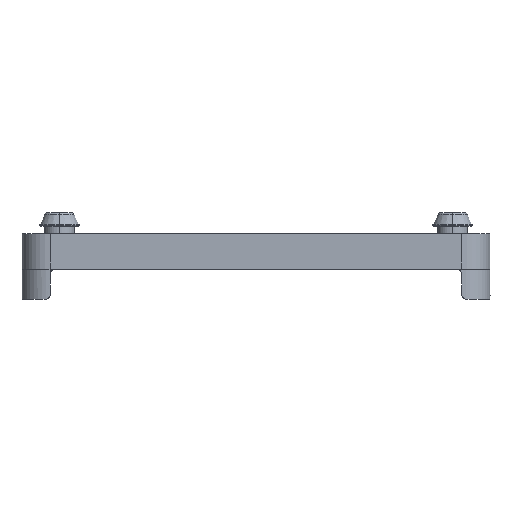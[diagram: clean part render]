
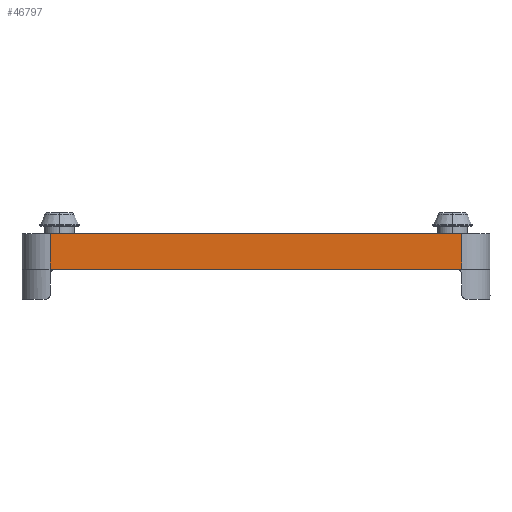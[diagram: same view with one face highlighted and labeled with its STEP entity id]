
A CAD part, left-side view. The second image highlights one B-rep face of the part: STEP entity #46797.
In plain terms, the highlighted planar face has unit normal (-1, 0, 0).
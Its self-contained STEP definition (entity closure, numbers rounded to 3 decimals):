
#1671=CARTESIAN_POINT('',(-62.5,54.961,-2.0));
#1672=VERTEX_POINT('',#1671);
#5368=CARTESIAN_POINT('',(-62.5,-54.961,-2.0));
#5369=VERTEX_POINT('',#5368);
#5377=CARTESIAN_POINT('',(-62.5,-54.961,-2.0));
#5378=DIRECTION('',(0.0,1.0,0.0));
#5379=VECTOR('',#5378,109.923);
#5380=LINE('',#5377,#5379);
#5381=EDGE_CURVE('',#5369,#1672,#5380,.T.);
#45371=CARTESIAN_POINT('',(-62.5,-55.,-2.0));
#45372=VERTEX_POINT('',#45371);
#45380=CARTESIAN_POINT('',(-62.5,-55.,-2.0));
#45381=DIRECTION('',(0.,1.0,0.0));
#45382=VECTOR('',#45381,0.039);
#45383=LINE('',#45380,#45382);
#45384=EDGE_CURVE('',#45372,#5369,#45383,.T.);
#45402=CARTESIAN_POINT('',(-62.5,55.0,-2.0));
#45403=VERTEX_POINT('',#45402);
#45421=CARTESIAN_POINT('',(-62.5,54.961,-2.0));
#45422=DIRECTION('',(0.,1.0,0.0));
#45423=VECTOR('',#45422,0.039);
#45424=LINE('',#45421,#45423);
#45425=EDGE_CURVE('',#1672,#45403,#45424,.T.);
#46765=CARTESIAN_POINT('',(-62.5,-55.,-2.0));
#46766=DIRECTION('',(-1.0,0.0,0.0));
#46767=DIRECTION('',(0.0,0.0,1.0));
#46768=AXIS2_PLACEMENT_3D('',#46765,#46766,#46767);
#46769=PLANE('',#46768);
#46770=CARTESIAN_POINT('',(-62.5,-55.,7.5));
#46771=VERTEX_POINT('',#46770);
#46772=CARTESIAN_POINT('',(-62.5,-55.,-2.0));
#46773=DIRECTION('',(0.0,0.0,1.0));
#46774=VECTOR('',#46773,9.5);
#46775=LINE('',#46772,#46774);
#46776=EDGE_CURVE('',#45372,#46771,#46775,.T.);
#46777=ORIENTED_EDGE('',*,*,#46776,.T.);
#46778=CARTESIAN_POINT('',(-62.5,55.0,7.5));
#46779=VERTEX_POINT('',#46778);
#46780=CARTESIAN_POINT('',(-62.5,-55.,7.5));
#46781=DIRECTION('',(0.0,1.0,0.0));
#46782=VECTOR('',#46781,110.);
#46783=LINE('',#46780,#46782);
#46784=EDGE_CURVE('',#46771,#46779,#46783,.T.);
#46785=ORIENTED_EDGE('',*,*,#46784,.T.);
#46786=CARTESIAN_POINT('',(-62.5,55.0,-2.0));
#46787=DIRECTION('',(0.0,0.0,1.0));
#46788=VECTOR('',#46787,9.5);
#46789=LINE('',#46786,#46788);
#46790=EDGE_CURVE('',#45403,#46779,#46789,.T.);
#46791=ORIENTED_EDGE('',*,*,#46790,.F.);
#46792=ORIENTED_EDGE('',*,*,#45425,.F.);
#46793=ORIENTED_EDGE('',*,*,#5381,.F.);
#46794=ORIENTED_EDGE('',*,*,#45384,.F.);
#46795=EDGE_LOOP('',(#46777,#46785,#46791,#46792,#46793,#46794));
#46796=FACE_OUTER_BOUND('',#46795,.T.);
#46797=ADVANCED_FACE('',(#46796),#46769,.T.);
